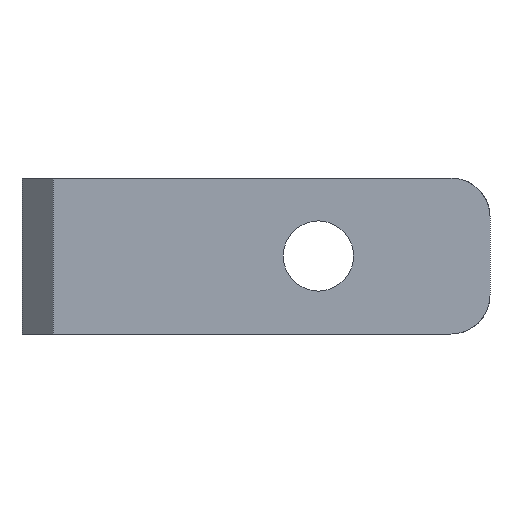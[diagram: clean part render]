
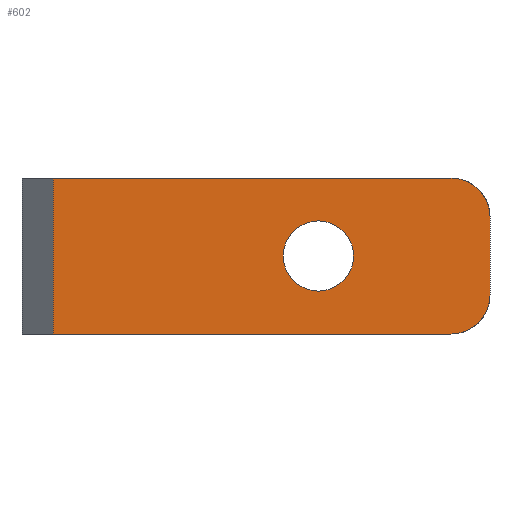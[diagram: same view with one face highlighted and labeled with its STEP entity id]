
A CAD part, left-side view. The second image highlights one B-rep face of the part: STEP entity #602.
In plain terms, the highlighted planar face has unit normal (-1, 0, 0).
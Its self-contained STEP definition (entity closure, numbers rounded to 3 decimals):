
#4 = DIRECTION ( 'NONE',  ( 0., 0., -1. ) ) ;
#17 = DIRECTION ( 'NONE',  ( 0., 0., -1. ) ) ;
#21 = EDGE_CURVE ( 'NONE', #67, #235, #215, .T. ) ;
#30 = VERTEX_POINT ( 'NONE', #600 ) ;
#31 = VECTOR ( 'NONE', #609, 1000. ) ;
#63 = DIRECTION ( 'NONE',  ( -1., 0., 0. ) ) ;
#67 = VERTEX_POINT ( 'NONE', #781 ) ;
#72 = CARTESIAN_POINT ( 'NONE',  ( 0., 22., 14.5 ) ) ;
#106 = EDGE_CURVE ( 'NONE', #114, #180, #236, .T. ) ;
#110 = ORIENTED_EDGE ( 'NONE', *, *, #631, .T. ) ;
#114 = VERTEX_POINT ( 'NONE', #650 ) ;
#116 = EDGE_LOOP ( 'NONE', ( #110, #344, #410, #820, #563, #473 ) ) ;
#121 = EDGE_CURVE ( 'NONE', #30, #180, #309, .T. ) ;
#125 = CARTESIAN_POINT ( 'NONE',  ( 0., 56., 0. ) ) ;
#140 = CARTESIAN_POINT ( 'NONE',  ( 0., 5., 5. ) ) ;
#146 = VECTOR ( 'NONE', #544, 1000. ) ;
#149 = CARTESIAN_POINT ( 'NONE',  ( 0., 0., 20. ) ) ;
#151 = CARTESIAN_POINT ( 'NONE',  ( 0., 56., 20. ) ) ;
#180 = VERTEX_POINT ( 'NONE', #680 ) ;
#215 = CIRCLE ( 'NONE', #690, 4.5 ) ;
#217 = FACE_OUTER_BOUND ( 'NONE', #116, .T. ) ;
#227 = EDGE_CURVE ( 'NONE', #30, #502, #395, .T. ) ;
#235 = VERTEX_POINT ( 'NONE', #72 ) ;
#236 = CIRCLE ( 'NONE', #360, 5. ) ;
#247 = DIRECTION ( 'NONE',  ( -1., 0., 0. ) ) ;
#251 = EDGE_LOOP ( 'NONE', ( #682, #515 ) ) ;
#257 = EDGE_CURVE ( 'NONE', #721, #387, #804, .T. ) ;
#309 = LINE ( 'NONE', #843, #622 ) ;
#318 = AXIS2_PLACEMENT_3D ( 'NONE', #140, #794, #17 ) ;
#333 = DIRECTION ( 'NONE',  ( 1., 0., 0. ) ) ;
#342 = CARTESIAN_POINT ( 'NONE',  ( 0., 0., 0. ) ) ;
#344 = ORIENTED_EDGE ( 'NONE', *, *, #257, .T. ) ;
#360 = AXIS2_PLACEMENT_3D ( 'NONE', #528, #247, #589 ) ;
#363 = AXIS2_PLACEMENT_3D ( 'NONE', #658, #63, #595 ) ;
#387 = VERTEX_POINT ( 'NONE', #562 ) ;
#395 = LINE ( 'NONE', #151, #146 ) ;
#410 = ORIENTED_EDGE ( 'NONE', *, *, #770, .F. ) ;
#430 = AXIS2_PLACEMENT_3D ( 'NONE', #149, #333, #4 ) ;
#466 = FACE_BOUND ( 'NONE', #251, .T. ) ;
#473 = ORIENTED_EDGE ( 'NONE', *, *, #227, .T. ) ;
#482 = CIRCLE ( 'NONE', #363, 4.5 ) ;
#502 = VERTEX_POINT ( 'NONE', #125 ) ;
#503 = CARTESIAN_POINT ( 'NONE',  ( 0., 5., 0. ) ) ;
#515 = ORIENTED_EDGE ( 'NONE', *, *, #21, .F. ) ;
#528 = CARTESIAN_POINT ( 'NONE',  ( 0., 5., 15. ) ) ;
#537 = LINE ( 'NONE', #342, #31 ) ;
#544 = DIRECTION ( 'NONE',  ( 0., 0., -1. ) ) ;
#545 = PLANE ( 'NONE',  #430 ) ;
#553 = DIRECTION ( 'NONE',  ( 0., 0., -1. ) ) ;
#562 = CARTESIAN_POINT ( 'NONE',  ( 0., 0., 5. ) ) ;
#563 = ORIENTED_EDGE ( 'NONE', *, *, #121, .F. ) ;
#566 = EDGE_CURVE ( 'NONE', #235, #67, #482, .T. ) ;
#577 = CARTESIAN_POINT ( 'NONE',  ( 0., 22., 10. ) ) ;
#589 = DIRECTION ( 'NONE',  ( 0., 0., -1. ) ) ;
#593 = DIRECTION ( 'NONE',  ( 0., -1., 0. ) ) ;
#595 = DIRECTION ( 'NONE',  ( 0., 0., 1. ) ) ;
#600 = CARTESIAN_POINT ( 'NONE',  ( 0., 56., 20. ) ) ;
#602 = ADVANCED_FACE ( 'NONE', ( #466, #217 ), #545, .F. ) ;
#609 = DIRECTION ( 'NONE',  ( 0., -1., 0. ) ) ;
#616 = LINE ( 'NONE', #822, #813 ) ;
#622 = VECTOR ( 'NONE', #593, 1000. ) ;
#631 = EDGE_CURVE ( 'NONE', #502, #721, #537, .T. ) ;
#650 = CARTESIAN_POINT ( 'NONE',  ( 0., 0., 15. ) ) ;
#658 = CARTESIAN_POINT ( 'NONE',  ( 0., 22., 10. ) ) ;
#659 = DIRECTION ( 'NONE',  ( -1., 0., 0. ) ) ;
#680 = CARTESIAN_POINT ( 'NONE',  ( 0., 5., 20. ) ) ;
#682 = ORIENTED_EDGE ( 'NONE', *, *, #566, .F. ) ;
#690 = AXIS2_PLACEMENT_3D ( 'NONE', #577, #659, #726 ) ;
#721 = VERTEX_POINT ( 'NONE', #503 ) ;
#726 = DIRECTION ( 'NONE',  ( 0., 0., 1. ) ) ;
#770 = EDGE_CURVE ( 'NONE', #114, #387, #616, .T. ) ;
#781 = CARTESIAN_POINT ( 'NONE',  ( 0., 22., 5.5 ) ) ;
#794 = DIRECTION ( 'NONE',  ( -1., 0., 0. ) ) ;
#804 = CIRCLE ( 'NONE', #318, 5. ) ;
#813 = VECTOR ( 'NONE', #553, 1000. ) ;
#820 = ORIENTED_EDGE ( 'NONE', *, *, #106, .T. ) ;
#822 = CARTESIAN_POINT ( 'NONE',  ( 0., 0., 20. ) ) ;
#843 = CARTESIAN_POINT ( 'NONE',  ( 0., 0., 20. ) ) ;
